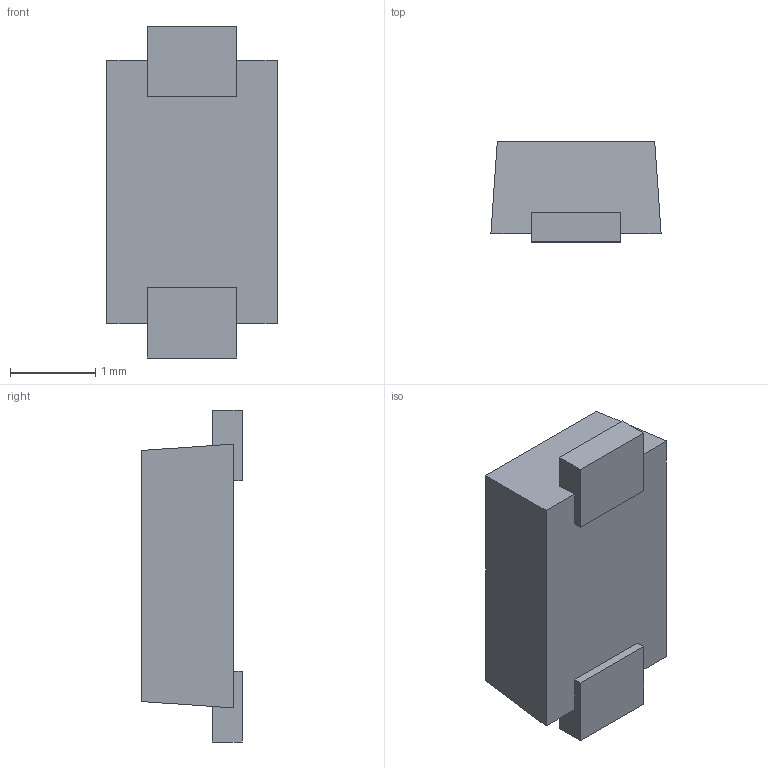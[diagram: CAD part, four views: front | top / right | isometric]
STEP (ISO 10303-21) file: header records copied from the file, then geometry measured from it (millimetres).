
FILE_DESCRIPTION (( 'STEP AP214' ), '1' );
FILE_NAME ('FCSS01SFR.STEP', '2023-04-08T11:39:15', ( '' ), ( '' ), 'SwSTEP 2.0', 'SolidWorks 2021', '' );
FILE_SCHEMA (( 'AUTOMOTIVE_DESIGN' ));
Length unit declared in the file: millimetre
Products named in the file (1): FCSS01SFR
Bounding box: 2 x 1.18 x 3.9 mm (x, y, z)
Volume: 6.7 mm3; surface area: 25.3 mm2
Topology: 1 solids, 1 shells, 21 faces, 57 edges, 38 vertices
Faces by surface type: plane 19, cylinder 2
Entity records: 920 total; most frequent: CARTESIAN_POINT 123, ORIENTED_EDGE 114, DIRECTION 103, EDGE_CURVE 57, VECTOR 51, LINE 51, VERTEX_POINT 38, AXIS2_PLACEMENT_3D 26
